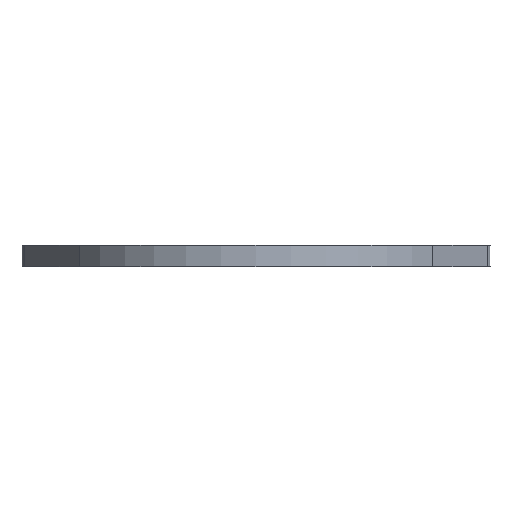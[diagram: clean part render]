
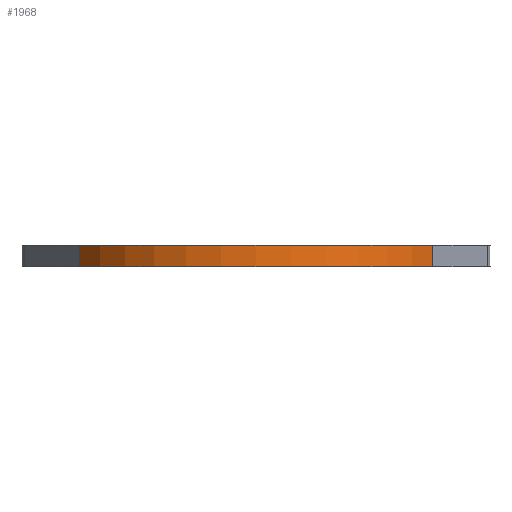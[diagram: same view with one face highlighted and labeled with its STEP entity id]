
A CAD part, left-side view. The second image highlights one B-rep face of the part: STEP entity #1968.
In plain terms, the highlighted cylindrical face has radius 77 mm (diameter 154 mm), a partial arc.
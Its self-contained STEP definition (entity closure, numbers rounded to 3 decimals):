
#263 = EDGE_CURVE ( 'NONE', #3442, #4456, #7770, .T. ) ;
#427 = ORIENTED_EDGE ( 'NONE', *, *, #6612, .T. ) ;
#618 = VECTOR ( 'NONE', #3740, 1000. ) ;
#749 = DIRECTION ( 'NONE',  ( 0., 0., 1. ) ) ;
#1084 = CARTESIAN_POINT ( 'NONE',  ( 728.308, -253.802, -8.2 ) ) ;
#1208 = VERTEX_POINT ( 'NONE', #1084 ) ;
#1902 = EDGE_CURVE ( 'NONE', #4008, #3442, #8421, .T. ) ;
#1968 = ADVANCED_FACE ( 'NONE', ( #6045 ), #3852, .T. ) ;
#2054 = CARTESIAN_POINT ( 'NONE',  ( 728.308, -120.846, 0. ) ) ;
#2794 = VECTOR ( 'NONE', #7649, 1000. ) ;
#3233 = DIRECTION ( 'NONE',  ( 0., 0., 1. ) ) ;
#3275 = CARTESIAN_POINT ( 'NONE',  ( 728.308, -253.802, -8.2 ) ) ;
#3317 = CARTESIAN_POINT ( 'NONE',  ( 728.308, -253.802, 0. ) ) ;
#3329 = EDGE_LOOP ( 'NONE', ( #3685, #9021, #9414, #427 ) ) ;
#3442 = VERTEX_POINT ( 'NONE', #2054 ) ;
#3524 = EDGE_CURVE ( 'NONE', #4008, #1208, #9209, .T. ) ;
#3574 = DIRECTION ( 'NONE',  ( 1., 0., 0. ) ) ;
#3685 = ORIENTED_EDGE ( 'NONE', *, *, #263, .F. ) ;
#3740 = DIRECTION ( 'NONE',  ( 0., 0., 1. ) ) ;
#3852 = CYLINDRICAL_SURFACE ( 'NONE', #9456, 77. ) ;
#4008 = VERTEX_POINT ( 'NONE', #8337 ) ;
#4264 = DIRECTION ( 'NONE',  ( 0., 0., 1. ) ) ;
#4349 = CARTESIAN_POINT ( 'NONE',  ( 767.162, -187.324, 0. ) ) ;
#4456 = VERTEX_POINT ( 'NONE', #3317 ) ;
#4986 = DIRECTION ( 'NONE',  ( 1., 0., 0. ) ) ;
#5958 = CARTESIAN_POINT ( 'NONE',  ( 728.308, -120.846, -8.2 ) ) ;
#6045 = FACE_OUTER_BOUND ( 'NONE', #3329, .T. ) ;
#6338 = AXIS2_PLACEMENT_3D ( 'NONE', #4349, #749, #4986 ) ;
#6414 = AXIS2_PLACEMENT_3D ( 'NONE', #7615, #3233, #8348 ) ;
#6612 = EDGE_CURVE ( 'NONE', #1208, #4456, #9069, .T. ) ;
#7615 = CARTESIAN_POINT ( 'NONE',  ( 767.162, -187.324, -8.2 ) ) ;
#7649 = DIRECTION ( 'NONE',  ( 0., 0., 1. ) ) ;
#7770 = CIRCLE ( 'NONE', #6338, 77. ) ;
#7955 = CARTESIAN_POINT ( 'NONE',  ( 767.162, -187.324, -8.2 ) ) ;
#8337 = CARTESIAN_POINT ( 'NONE',  ( 728.308, -120.846, -8.2 ) ) ;
#8348 = DIRECTION ( 'NONE',  ( 1., 0., 0. ) ) ;
#8421 = LINE ( 'NONE', #5958, #618 ) ;
#9021 = ORIENTED_EDGE ( 'NONE', *, *, #1902, .F. ) ;
#9069 = LINE ( 'NONE', #3275, #2794 ) ;
#9209 = CIRCLE ( 'NONE', #6414, 77. ) ;
#9414 = ORIENTED_EDGE ( 'NONE', *, *, #3524, .T. ) ;
#9456 = AXIS2_PLACEMENT_3D ( 'NONE', #7955, #4264, #3574 ) ;
